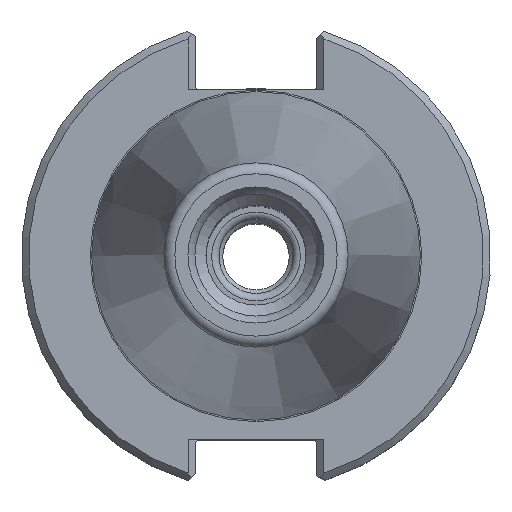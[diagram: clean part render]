
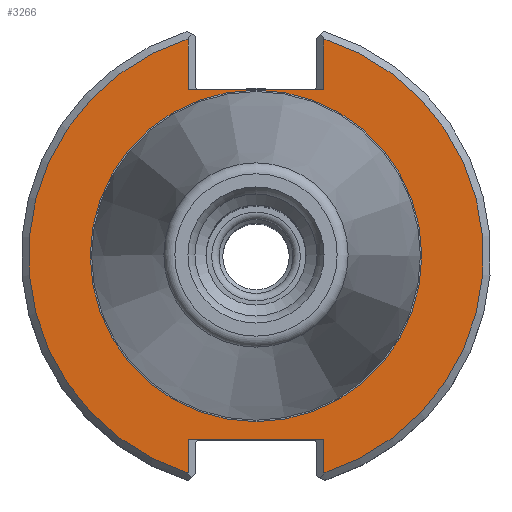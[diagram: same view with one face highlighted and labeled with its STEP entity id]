
A CAD part, top view. The second image highlights one B-rep face of the part: STEP entity #3266.
In plain terms, the highlighted planar face has unit normal (0, 0, 1).
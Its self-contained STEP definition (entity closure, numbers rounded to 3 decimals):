
#58=LINE('',#4852,#131);
#61=LINE('',#4863,#134);
#80=LINE('',#4946,#153);
#82=LINE('',#4962,#155);
#83=LINE('',#4964,#156);
#84=LINE('',#4966,#157);
#131=VECTOR('',#3884,1000.);
#134=VECTOR('',#3889,1000.);
#153=VECTOR('',#3936,1000.);
#155=VECTOR('',#3946,1000.);
#156=VECTOR('',#3947,1000.);
#157=VECTOR('',#3948,1000.);
#698=ORIENTED_EDGE('',*,*,#1067,.T.);
#699=ORIENTED_EDGE('',*,*,#1062,.T.);
#700=ORIENTED_EDGE('',*,*,#1092,.F.);
#701=ORIENTED_EDGE('',*,*,#1058,.T.);
#702=ORIENTED_EDGE('',*,*,#1084,.T.);
#703=ORIENTED_EDGE('',*,*,#1097,.T.);
#704=ORIENTED_EDGE('',*,*,#1098,.F.);
#705=ORIENTED_EDGE('',*,*,#1099,.T.);
#706=ORIENTED_EDGE('',*,*,#1056,.F.);
#1056=EDGE_CURVE('',#1302,#1302,#1458,.T.);
#1058=EDGE_CURVE('',#1304,#1303,#58,.T.);
#1062=EDGE_CURVE('',#1305,#1306,#61,.T.);
#1067=EDGE_CURVE('',#1309,#1305,#1459,.T.);
#1084=EDGE_CURVE('',#1303,#1320,#1460,.T.);
#1092=EDGE_CURVE('',#1304,#1306,#80,.T.);
#1097=EDGE_CURVE('',#1320,#1327,#82,.T.);
#1098=EDGE_CURVE('',#1328,#1327,#83,.T.);
#1099=EDGE_CURVE('',#1328,#1309,#84,.T.);
#1302=VERTEX_POINT('',#4845);
#1303=VERTEX_POINT('',#4851);
#1304=VERTEX_POINT('',#4853);
#1305=VERTEX_POINT('',#4860);
#1306=VERTEX_POINT('',#4862);
#1309=VERTEX_POINT('',#4878);
#1320=VERTEX_POINT('',#4924);
#1327=VERTEX_POINT('',#4963);
#1328=VERTEX_POINT('',#4965);
#1458=CIRCLE('',#3461,22.413);
#1459=CIRCLE('',#3466,30.75);
#1460=CIRCLE('',#3473,30.75);
#1638=EDGE_LOOP('',(#698,#699,#700,#701,#702,#703,#704,#705));
#1639=EDGE_LOOP('',(#706));
#1892=FACE_BOUND('',#1638,.T.);
#1893=FACE_BOUND('',#1639,.T.);
#2063=PLANE('',#3481);
#3266=ADVANCED_FACE('',(#1892,#1893),#2063,.T.);
#3461=AXIS2_PLACEMENT_3D('',#4844,#3880,#3881);
#3466=AXIS2_PLACEMENT_3D('',#4879,#3896,#3897);
#3473=AXIS2_PLACEMENT_3D('',#4925,#3922,#3923);
#3481=AXIS2_PLACEMENT_3D('',#4961,#3944,#3945);
#3880=DIRECTION('',(0.,0.,1.));
#3881=DIRECTION('',(1.,0.,0.));
#3884=DIRECTION('',(0.,-1.,0.));
#3889=DIRECTION('',(0.,1.,0.));
#3896=DIRECTION('',(0.,0.,1.));
#3897=DIRECTION('',(1.,0.,0.));
#3922=DIRECTION('',(0.,0.,1.));
#3923=DIRECTION('',(1.,0.,0.));
#3936=DIRECTION('',(-1.,0.,0.));
#3944=DIRECTION('',(0.,0.,1.));
#3945=DIRECTION('',(1.,0.,0.));
#3946=DIRECTION('',(0.,-1.,0.));
#3947=DIRECTION('',(1.,0.,0.));
#3948=DIRECTION('',(0.,1.,0.));
#4844=CARTESIAN_POINT('',(0.,0.,-3.17));
#4845=CARTESIAN_POINT('',(22.413,0.,-3.17));
#4851=CARTESIAN_POINT('',(9.19,-29.345,-3.17));
#4852=CARTESIAN_POINT('',(9.19,-30.831,-3.17));
#4853=CARTESIAN_POINT('',(9.19,-24.87,-3.17));
#4860=CARTESIAN_POINT('',(-9.19,-29.345,-3.17));
#4862=CARTESIAN_POINT('',(-9.19,-24.87,-3.17));
#4863=CARTESIAN_POINT('',(-9.19,-24.87,-3.17));
#4878=CARTESIAN_POINT('',(-9.19,29.345,-3.17));
#4879=CARTESIAN_POINT('',(0.,0.,-3.17));
#4924=CARTESIAN_POINT('',(9.19,29.345,-3.17));
#4925=CARTESIAN_POINT('',(0.,0.,-3.17));
#4946=CARTESIAN_POINT('',(8.19,-24.87,-3.17));
#4961=CARTESIAN_POINT('',(22.413,0.,-3.17));
#4962=CARTESIAN_POINT('',(9.19,22.46,-3.17));
#4963=CARTESIAN_POINT('',(9.19,22.46,-3.17));
#4964=CARTESIAN_POINT('',(-8.19,22.46,-3.17));
#4965=CARTESIAN_POINT('',(-9.19,22.46,-3.17));
#4966=CARTESIAN_POINT('',(-9.19,30.831,-3.17));
